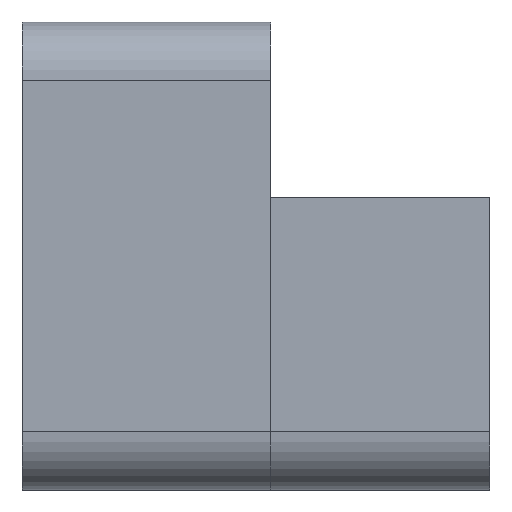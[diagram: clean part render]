
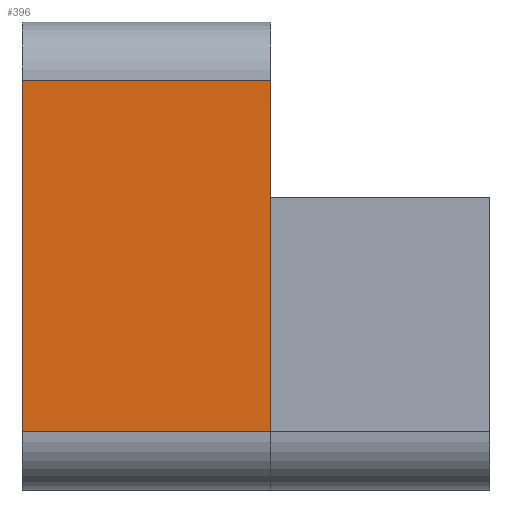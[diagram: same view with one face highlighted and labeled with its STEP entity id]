
A CAD part, front view. The second image highlights one B-rep face of the part: STEP entity #396.
In plain terms, the highlighted planar face has unit normal (0, -1, 0).
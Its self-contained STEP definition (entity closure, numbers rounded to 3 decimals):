
#24=PLANE('',#426);
#37=FACE_OUTER_BOUND('',#61,.T.);
#61=EDGE_LOOP('',(#282,#283,#284,#285));
#89=LINE('',#612,#125);
#90=LINE('',#615,#126);
#91=LINE('',#617,#127);
#92=LINE('',#618,#128);
#125=VECTOR('',#486,10.);
#126=VECTOR('',#489,10.);
#127=VECTOR('',#490,10.);
#128=VECTOR('',#491,10.);
#181=VERTEX_POINT('',#608);
#182=VERTEX_POINT('',#610);
#183=VERTEX_POINT('',#614);
#184=VERTEX_POINT('',#616);
#221=EDGE_CURVE('',#182,#181,#89,.T.);
#222=EDGE_CURVE('',#182,#183,#90,.T.);
#223=EDGE_CURVE('',#184,#183,#91,.T.);
#224=EDGE_CURVE('',#181,#184,#92,.T.);
#282=ORIENTED_EDGE('',*,*,#221,.F.);
#283=ORIENTED_EDGE('',*,*,#222,.T.);
#284=ORIENTED_EDGE('',*,*,#223,.F.);
#285=ORIENTED_EDGE('',*,*,#224,.F.);
#396=ADVANCED_FACE('',(#37),#24,.T.);
#426=AXIS2_PLACEMENT_3D('',#613,#487,#488);
#486=DIRECTION('',(-1.,0.,0.));
#487=DIRECTION('center_axis',(0.,-1.,0.));
#488=DIRECTION('ref_axis',(0.,0.,1.));
#489=DIRECTION('',(0.,0.,1.));
#490=DIRECTION('',(1.,0.,0.));
#491=DIRECTION('',(0.,0.,1.));
#608=CARTESIAN_POINT('',(-7.5,-17.336,26.772));
#610=CARTESIAN_POINT('',(1.,-17.336,26.772));
#612=CARTESIAN_POINT('',(8.5,-17.336,26.772));
#613=CARTESIAN_POINT('Origin',(8.5,-17.336,24.772));
#614=CARTESIAN_POINT('',(1.,-17.336,38.772));
#615=CARTESIAN_POINT('',(1.,-17.336,28.772));
#616=CARTESIAN_POINT('',(-7.5,-17.336,38.772));
#617=CARTESIAN_POINT('',(8.5,-17.336,38.772));
#618=CARTESIAN_POINT('',(-7.5,-17.336,40.772));
